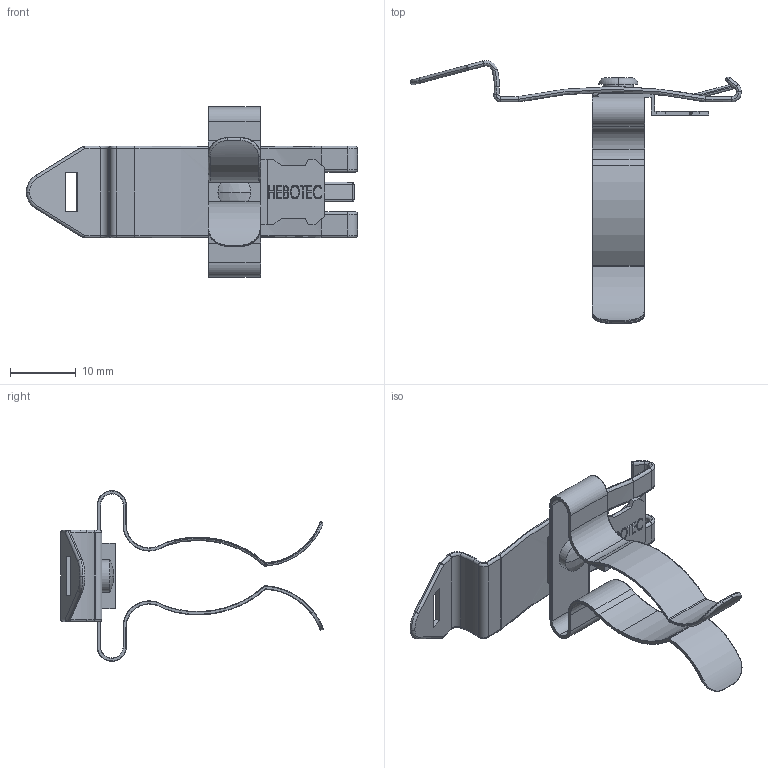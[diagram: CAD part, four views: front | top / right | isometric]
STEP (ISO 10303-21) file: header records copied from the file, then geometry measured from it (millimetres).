
FILE_DESCRIPTION (( 'STEP AP214' ), '1' );
FILE_NAME ('1031-006.STEP', '2024-03-27T12:39:30', ( '' ), ( '' ), 'SwSTEP 2.0', 'SolidWorks 2022', '' );
FILE_SCHEMA (( 'AUTOMOTIVE_DESIGN' ));
Length unit declared in the file: millimetre
Products named in the file (5): 1030-020; 1010-017.Kunde; 1031-006; 1022-052 .; 3x1,5_2,5mm Blechstärke
Assembly tree (4 placements, depth 2):
  1031-006
    1030-020
    1022-052 .
    3x1,5_2,5mm Blechstärke
    1010-017.Kunde
Bounding box: 50.51 x 40.08 x 26.02 mm (x, y, z)
Volume: 1182.4 mm3; surface area: 3972.1 mm2
Topology: 4 solids, 4 shells, 454 faces, 1092 edges, 636 vertices
Faces by surface type: cylinder 142, plane 127, bspline 111, torus 54, sphere 20
Entity records: 19211 total; most frequent: CARTESIAN_POINT 7779, ORIENTED_EDGE 2128, DIRECTION 1976, EDGE_CURVE 1064, AXIS2_PLACEMENT_3D 745, VERTEX_POINT 632, VECTOR 486, LINE 486
